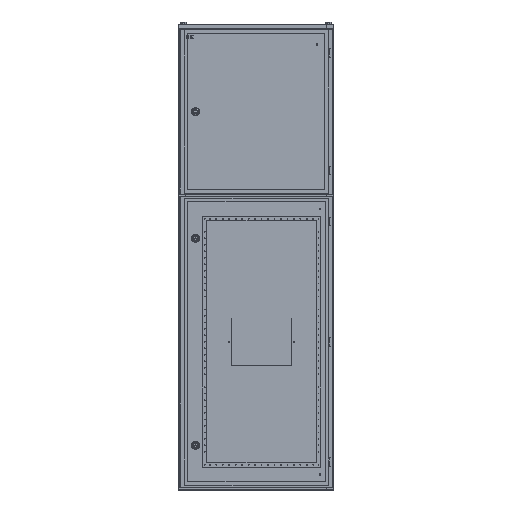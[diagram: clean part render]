
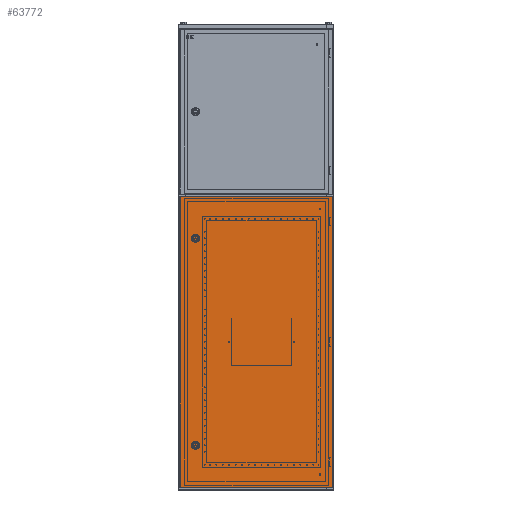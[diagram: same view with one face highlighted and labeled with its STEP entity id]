
A CAD part, top view. The second image highlights one B-rep face of the part: STEP entity #63772.
In plain terms, the highlighted planar face has unit normal (0, 0, 1).
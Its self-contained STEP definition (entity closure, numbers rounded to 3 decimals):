
#377 = LINE ( 'NONE', #9059, #109407 ) ;
#2381 = DIRECTION ( 'NONE',  ( 0., 0., 1. ) ) ;
#3196 = CARTESIAN_POINT ( 'NONE',  ( 60., -400., 0. ) ) ;
#8398 = CIRCLE ( 'NONE', #42820, 1.5 ) ;
#9059 = CARTESIAN_POINT ( 'NONE',  ( 0., 563.5, 0. ) ) ;
#9879 = DIRECTION ( 'NONE',  ( 0., 0., 1. ) ) ;
#10967 = CARTESIAN_POINT ( 'NONE',  ( 58.5, -400., 0. ) ) ;
#12985 = VERTEX_POINT ( 'NONE', #41911 ) ;
#13907 = AXIS2_PLACEMENT_3D ( 'NONE', #78104, #2381, #43957 ) ;
#15126 = CIRCLE ( 'NONE', #108277, 1.5 ) ;
#19407 = AXIS2_PLACEMENT_3D ( 'NONE', #43981, #9879, #85247 ) ;
#20604 = EDGE_CURVE ( 'NONE', #12985, #49483, #34389, .T. ) ;
#20646 = VECTOR ( 'NONE', #31103, 1000. ) ;
#22794 = DIRECTION ( 'NONE',  ( 0., 0., 1. ) ) ;
#25925 = VERTEX_POINT ( 'NONE', #96562 ) ;
#26328 = ORIENTED_EDGE ( 'NONE', *, *, #46735, .F. ) ;
#27349 = LINE ( 'NONE', #71963, #20646 ) ;
#31103 = DIRECTION ( 'NONE',  ( 1., 0., 0. ) ) ;
#32877 = DIRECTION ( 'NONE',  ( 0., 0., 1. ) ) ;
#33648 = ORIENTED_EDGE ( 'NONE', *, *, #20604, .F. ) ;
#34389 = CIRCLE ( 'NONE', #13907, 1.5 ) ;
#36283 = EDGE_CURVE ( 'NONE', #96059, #80223, #27349, .T. ) ;
#36505 = VERTEX_POINT ( 'NONE', #78571 ) ;
#38278 = CARTESIAN_POINT ( 'NONE',  ( 590.5, -563.5, 0. ) ) ;
#39925 = LINE ( 'NONE', #51503, #45224 ) ;
#41911 = CARTESIAN_POINT ( 'NONE',  ( 61.5, 400., 0. ) ) ;
#42702 = FACE_BOUND ( 'NONE', #56758, .T. ) ;
#42820 = AXIS2_PLACEMENT_3D ( 'NONE', #75886, #32877, #91940 ) ;
#43957 = DIRECTION ( 'NONE',  ( 1., 0., 0. ) ) ;
#43981 = CARTESIAN_POINT ( 'NONE',  ( 60., -400., 0. ) ) ;
#44938 = LINE ( 'NONE', #81648, #56859 ) ;
#45224 = VECTOR ( 'NONE', #51132, 1000. ) ;
#46735 = EDGE_CURVE ( 'NONE', #49483, #12985, #8398, .T. ) ;
#49483 = VERTEX_POINT ( 'NONE', #86216 ) ;
#51132 = DIRECTION ( 'NONE',  ( -1., 0., 0. ) ) ;
#51503 = CARTESIAN_POINT ( 'NONE',  ( 0., 563.5, 0. ) ) ;
#52413 = EDGE_LOOP ( 'NONE', ( #99690, #77535, #96465, #103948 ) ) ;
#56604 = ORIENTED_EDGE ( 'NONE', *, *, #61912, .F. ) ;
#56758 = EDGE_LOOP ( 'NONE', ( #56604, #75795 ) ) ;
#56859 = VECTOR ( 'NONE', #90239, 1000. ) ;
#57005 = EDGE_CURVE ( 'NONE', #80223, #100748, #44938, .T. ) ;
#61912 = EDGE_CURVE ( 'NONE', #36505, #92145, #15126, .T. ) ;
#62299 = EDGE_CURVE ( 'NONE', #25925, #96059, #377, .T. ) ;
#63514 = EDGE_CURVE ( 'NONE', #92145, #36505, #73286, .T. ) ;
#63772 = ADVANCED_FACE ( 'NONE', ( #42702, #109310, #86646 ), #91871, .T. ) ;
#67542 = EDGE_LOOP ( 'NONE', ( #33648, #26328 ) ) ;
#71963 = CARTESIAN_POINT ( 'NONE',  ( 0., -563.5, 0. ) ) ;
#73286 = CIRCLE ( 'NONE', #19407, 1.5 ) ;
#75795 = ORIENTED_EDGE ( 'NONE', *, *, #63514, .F. ) ;
#75886 = CARTESIAN_POINT ( 'NONE',  ( 60., 400., 0. ) ) ;
#77535 = ORIENTED_EDGE ( 'NONE', *, *, #36283, .T. ) ;
#78104 = CARTESIAN_POINT ( 'NONE',  ( 60., 400., 0. ) ) ;
#78571 = CARTESIAN_POINT ( 'NONE',  ( 61.5, -400., 0. ) ) ;
#80223 = VERTEX_POINT ( 'NONE', #38278 ) ;
#80542 = AXIS2_PLACEMENT_3D ( 'NONE', #108637, #22794, #82558 ) ;
#81648 = CARTESIAN_POINT ( 'NONE',  ( 590.5, 563.5, 0. ) ) ;
#82558 = DIRECTION ( 'NONE',  ( 1., 0., 0. ) ) ;
#85247 = DIRECTION ( 'NONE',  ( -1., 0., 0. ) ) ;
#86216 = CARTESIAN_POINT ( 'NONE',  ( 58.5, 400., 0. ) ) ;
#86646 = FACE_OUTER_BOUND ( 'NONE', #52413, .T. ) ;
#88262 = DIRECTION ( 'NONE',  ( -1., 0., 0. ) ) ;
#90239 = DIRECTION ( 'NONE',  ( 0., 1., 0. ) ) ;
#91871 = PLANE ( 'NONE',  #80542 ) ;
#91940 = DIRECTION ( 'NONE',  ( 1., 0., 0. ) ) ;
#92145 = VERTEX_POINT ( 'NONE', #10967 ) ;
#94531 = CARTESIAN_POINT ( 'NONE',  ( 0., -563.5, 0. ) ) ;
#95478 = EDGE_CURVE ( 'NONE', #100748, #25925, #39925, .T. ) ;
#96059 = VERTEX_POINT ( 'NONE', #94531 ) ;
#96465 = ORIENTED_EDGE ( 'NONE', *, *, #57005, .T. ) ;
#96562 = CARTESIAN_POINT ( 'NONE',  ( 0., 563.5, 0. ) ) ;
#99690 = ORIENTED_EDGE ( 'NONE', *, *, #62299, .T. ) ;
#100170 = CARTESIAN_POINT ( 'NONE',  ( 590.5, 563.5, 0. ) ) ;
#100748 = VERTEX_POINT ( 'NONE', #100170 ) ;
#103046 = DIRECTION ( 'NONE',  ( 0., -1., 0. ) ) ;
#103948 = ORIENTED_EDGE ( 'NONE', *, *, #95478, .T. ) ;
#106104 = DIRECTION ( 'NONE',  ( 0., 0., 1. ) ) ;
#108277 = AXIS2_PLACEMENT_3D ( 'NONE', #3196, #106104, #88262 ) ;
#108637 = CARTESIAN_POINT ( 'NONE',  ( 0., 0., 0. ) ) ;
#109310 = FACE_BOUND ( 'NONE', #67542, .T. ) ;
#109407 = VECTOR ( 'NONE', #103046, 1000. ) ;
